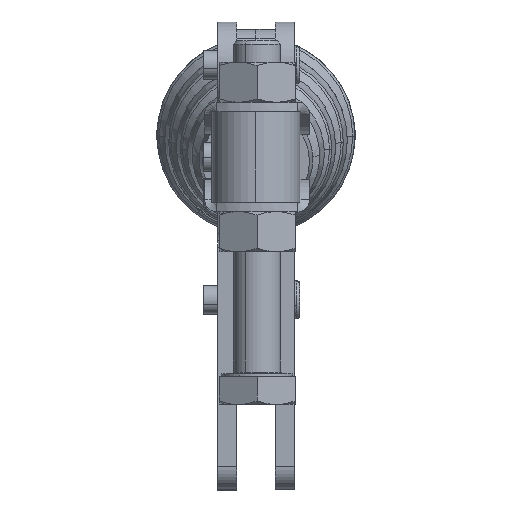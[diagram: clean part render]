
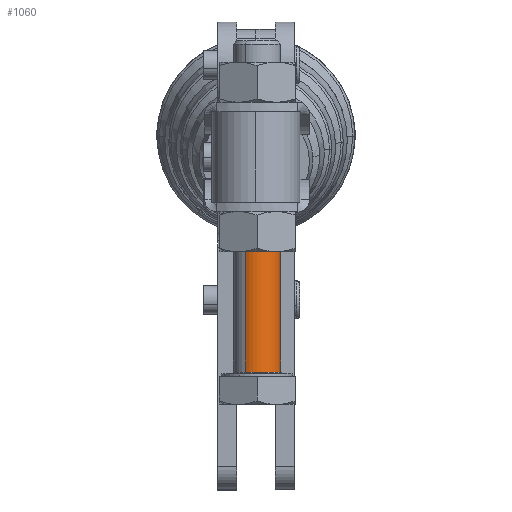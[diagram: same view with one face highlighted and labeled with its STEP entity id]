
A CAD part, left-side view. The second image highlights one B-rep face of the part: STEP entity #1060.
In plain terms, the highlighted cylindrical face has radius 5 mm (diameter 10 mm), a partial arc.
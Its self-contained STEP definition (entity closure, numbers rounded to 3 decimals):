
#986=CARTESIAN_POINT('',(-18.929,-83.553,-41.947));
#987=VERTEX_POINT('',#986);
#1004=CARTESIAN_POINT('',(-27.589,-78.553,-41.947));
#1005=VERTEX_POINT('',#1004);
#1023=CARTESIAN_POINT('',(-23.259,-81.053,-42.347));
#1024=DIRECTION('',(0.,0.,1.));
#1025=DIRECTION('',(-0.866,0.5,0.));
#1026=AXIS2_PLACEMENT_3D('',#1023,#1024,#1025);
#1027=CYLINDRICAL_SURFACE('',#1026,5.0);
#1028=CARTESIAN_POINT('',(-27.589,-78.553,-16.153));
#1029=VERTEX_POINT('',#1028);
#1030=CARTESIAN_POINT('',(-27.589,-78.553,-41.947));
#1031=DIRECTION('',(0.0,0.0,1.0));
#1032=VECTOR('',#1031,25.794);
#1033=LINE('',#1030,#1032);
#1034=EDGE_CURVE('',#1005,#1029,#1033,.T.);
#1035=ORIENTED_EDGE('',*,*,#1034,.F.);
#1036=CARTESIAN_POINT('',(-23.259,-81.053,-41.947));
#1037=DIRECTION('',(0.,0.,-1.0));
#1038=DIRECTION('',(-0.866,0.5,0.));
#1039=AXIS2_PLACEMENT_3D('',#1036,#1037,#1038);
#1040=CIRCLE('',#1039,5.0);
#1041=EDGE_CURVE('',#987,#1005,#1040,.T.);
#1042=ORIENTED_EDGE('',*,*,#1041,.F.);
#1043=CARTESIAN_POINT('',(-18.929,-83.553,-16.153));
#1044=VERTEX_POINT('',#1043);
#1045=CARTESIAN_POINT('',(-18.929,-83.553,-16.153));
#1046=DIRECTION('',(0.0,0.0,-1.0));
#1047=VECTOR('',#1046,25.794);
#1048=LINE('',#1045,#1047);
#1049=EDGE_CURVE('',#1044,#987,#1048,.T.);
#1050=ORIENTED_EDGE('',*,*,#1049,.F.);
#1051=CARTESIAN_POINT('',(-23.259,-81.053,-16.153));
#1052=DIRECTION('',(0.,0.,-1.0));
#1053=DIRECTION('',(-0.866,0.5,0.));
#1054=AXIS2_PLACEMENT_3D('',#1051,#1052,#1053);
#1055=CIRCLE('',#1054,5.0);
#1056=EDGE_CURVE('',#1044,#1029,#1055,.T.);
#1057=ORIENTED_EDGE('',*,*,#1056,.T.);
#1058=EDGE_LOOP('',(#1035,#1042,#1050,#1057));
#1059=FACE_OUTER_BOUND('',#1058,.T.);
#1060=ADVANCED_FACE('',(#1059),#1027,.T.);
